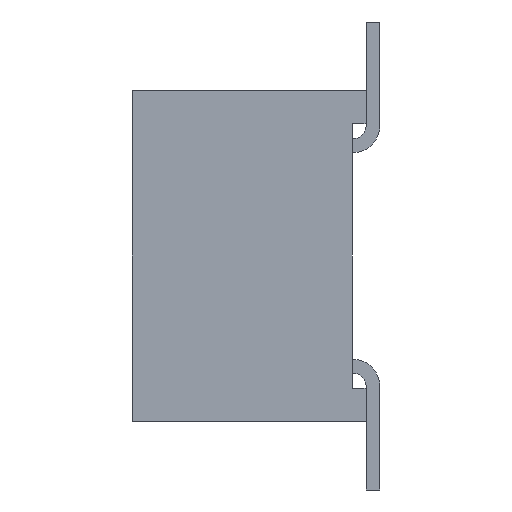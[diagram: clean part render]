
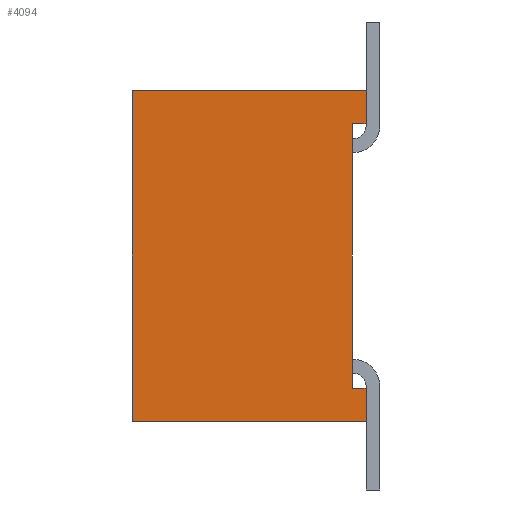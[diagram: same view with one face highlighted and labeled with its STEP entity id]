
A CAD part, left-side view. The second image highlights one B-rep face of the part: STEP entity #4094.
In plain terms, the highlighted planar face has unit normal (-1, 0, 0).
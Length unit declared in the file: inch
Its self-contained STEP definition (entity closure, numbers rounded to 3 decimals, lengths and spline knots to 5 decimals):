
#106=ORIENTED_EDGE('',*,*,#1306,.T.);
#107=ORIENTED_EDGE('',*,*,#1307,.T.);
#108=ORIENTED_EDGE('',*,*,#1308,.F.);
#109=ORIENTED_EDGE('',*,*,#1309,.F.);
#110=ORIENTED_EDGE('',*,*,#1310,.T.);
#111=ORIENTED_EDGE('',*,*,#1311,.T.);
#112=ORIENTED_EDGE('',*,*,#1312,.T.);
#113=ORIENTED_EDGE('',*,*,#1313,.T.);
#1306=EDGE_CURVE('',#1906,#1907,#2306,.T.);
#1307=EDGE_CURVE('',#1907,#1908,#2307,.T.);
#1308=EDGE_CURVE('',#1909,#1908,#2308,.T.);
#1309=EDGE_CURVE('',#1910,#1909,#2309,.T.);
#1310=EDGE_CURVE('',#1910,#1911,#2310,.T.);
#1311=EDGE_CURVE('',#1911,#1912,#2311,.T.);
#1312=EDGE_CURVE('',#1912,#1913,#2312,.T.);
#1313=EDGE_CURVE('',#1913,#1906,#2313,.T.);
#1906=VERTEX_POINT('',#5647);
#1907=VERTEX_POINT('',#5648);
#1908=VERTEX_POINT('',#5650);
#1909=VERTEX_POINT('',#5652);
#1910=VERTEX_POINT('',#5654);
#1911=VERTEX_POINT('',#5656);
#1912=VERTEX_POINT('',#5658);
#1913=VERTEX_POINT('',#5660);
#2306=LINE('',#5646,#2858);
#2307=LINE('',#5649,#2859);
#2308=LINE('',#5651,#2860);
#2309=LINE('',#5653,#2861);
#2310=LINE('',#5655,#2862);
#2311=LINE('',#5657,#2863);
#2312=LINE('',#5659,#2864);
#2313=LINE('',#5661,#2865);
#2858=VECTOR('',#4584,39.37008);
#2859=VECTOR('',#4585,39.37008);
#2860=VECTOR('',#4586,39.37008);
#2861=VECTOR('',#4587,39.37008);
#2862=VECTOR('',#4588,39.37008);
#2863=VECTOR('',#4589,39.37008);
#2864=VECTOR('',#4590,39.37008);
#2865=VECTOR('',#4591,39.37008);
#3410=EDGE_LOOP('',(#106,#107,#108,#109,#110,#111,#112,#113));
#3662=FACE_BOUND('',#3410,.T.);
#3914=PLANE('',#4325);
#4094=ADVANCED_FACE('',(#3662),#3914,.F.);
#4325=AXIS2_PLACEMENT_3D('',#5645,#4582,#4583);
#4582=DIRECTION('',(1.,0.,0.));
#4583=DIRECTION('',(0.,0.,-1.));
#4584=DIRECTION('',(0.,-1.,0.));
#4585=DIRECTION('',(0.,0.,1.));
#4586=DIRECTION('',(0.,-1.,0.));
#4587=DIRECTION('',(0.,0.,1.));
#4588=DIRECTION('',(0.,-1.,0.));
#4589=DIRECTION('',(0.,0.,1.));
#4590=DIRECTION('',(0.,1.,0.));
#4591=DIRECTION('',(0.,0.,1.));
#5645=CARTESIAN_POINT('',(0.,0.085,-0.06));
#5646=CARTESIAN_POINT('',(0.,0.005,0.048));
#5647=CARTESIAN_POINT('',(0.,0.005,0.048));
#5648=CARTESIAN_POINT('',(0.,0.,0.048));
#5649=CARTESIAN_POINT('',(0.,0.,-0.06));
#5650=CARTESIAN_POINT('',(0.,0.,0.06));
#5651=CARTESIAN_POINT('',(0.,0.085,0.06));
#5652=CARTESIAN_POINT('',(0.,0.085,0.06));
#5653=CARTESIAN_POINT('',(0.,0.085,-0.06));
#5654=CARTESIAN_POINT('',(0.,0.085,-0.06));
#5655=CARTESIAN_POINT('',(0.,0.085,-0.06));
#5656=CARTESIAN_POINT('',(0.,0.,-0.06));
#5657=CARTESIAN_POINT('',(0.,0.,-0.06));
#5658=CARTESIAN_POINT('',(0.,0.,-0.048));
#5659=CARTESIAN_POINT('',(0.,-0.005,-0.048));
#5660=CARTESIAN_POINT('',(0.,0.005,-0.048));
#5661=CARTESIAN_POINT('',(0.,0.005,-0.048));
